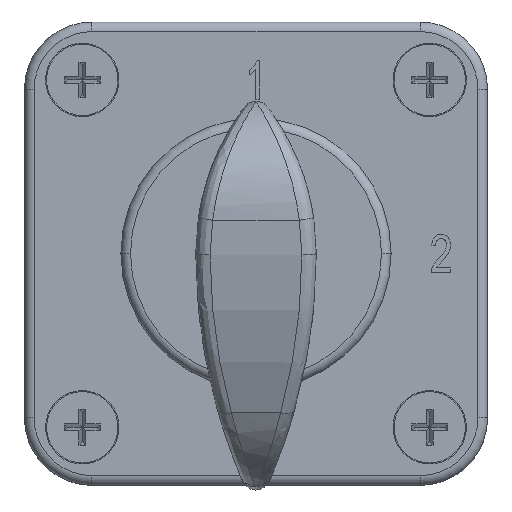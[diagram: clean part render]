
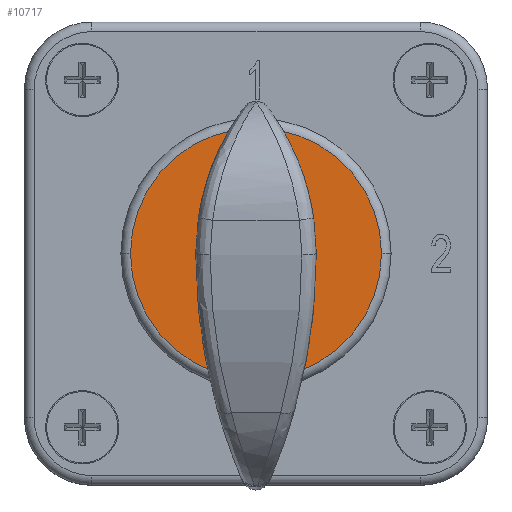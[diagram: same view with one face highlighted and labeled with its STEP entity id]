
A CAD part, top view. The second image highlights one B-rep face of the part: STEP entity #10717.
In plain terms, the highlighted planar face has unit normal (0, 0, 1).
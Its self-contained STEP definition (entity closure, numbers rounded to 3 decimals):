
#592 = VERTEX_POINT ( 'NONE', #12153 ) ;
#1826 = CARTESIAN_POINT ( 'NONE',  ( 0., 0., 14.8 ) ) ;
#1891 = VERTEX_POINT ( 'NONE', #5454 ) ;
#2206 = ORIENTED_EDGE ( 'NONE', *, *, #11433, .T. ) ;
#2554 = FACE_OUTER_BOUND ( 'NONE', #9537, .T. ) ;
#2908 = DIRECTION ( 'NONE',  ( 1., 0., 0. ) ) ;
#3930 = CARTESIAN_POINT ( 'NONE',  ( 0., 0., 14.8 ) ) ;
#4397 = DIRECTION ( 'NONE',  ( 0., 0., 1. ) ) ;
#4965 = DIRECTION ( 'NONE',  ( 0., 0., 1. ) ) ;
#5454 = CARTESIAN_POINT ( 'NONE',  ( 13., 0., 14.8 ) ) ;
#7785 = CIRCLE ( 'NONE', #12854, 13. ) ;
#9147 = DIRECTION ( 'NONE',  ( 0., 0., 1. ) ) ;
#9537 = EDGE_LOOP ( 'NONE', ( #2206, #12071 ) ) ;
#10145 = PLANE ( 'NONE',  #13261 ) ;
#10572 = CARTESIAN_POINT ( 'NONE',  ( 0., 0., 14.8 ) ) ;
#10717 = ADVANCED_FACE ( 'NONE', ( #2554 ), #10145, .T. ) ;
#10726 = EDGE_CURVE ( 'NONE', #592, #1891, #10811, .T. ) ;
#10811 = CIRCLE ( 'NONE', #13273, 13. ) ;
#11433 = EDGE_CURVE ( 'NONE', #1891, #592, #7785, .T. ) ;
#11521 = DIRECTION ( 'NONE',  ( 1., 0., 0. ) ) ;
#12071 = ORIENTED_EDGE ( 'NONE', *, *, #10726, .T. ) ;
#12117 = DIRECTION ( 'NONE',  ( 1., 0., 0. ) ) ;
#12153 = CARTESIAN_POINT ( 'NONE',  ( -13., 0., 14.8 ) ) ;
#12854 = AXIS2_PLACEMENT_3D ( 'NONE', #10572, #4397, #11521 ) ;
#13261 = AXIS2_PLACEMENT_3D ( 'NONE', #3930, #4965, #12117 ) ;
#13273 = AXIS2_PLACEMENT_3D ( 'NONE', #1826, #9147, #2908 ) ;
